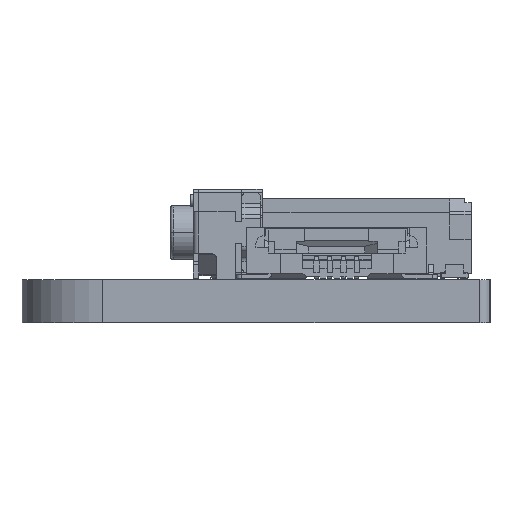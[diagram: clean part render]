
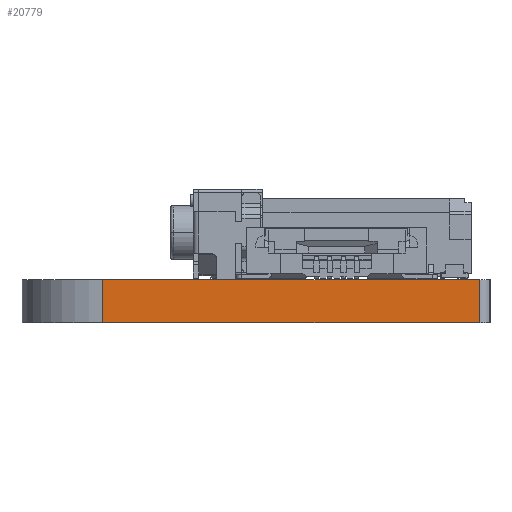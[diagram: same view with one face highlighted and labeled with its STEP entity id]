
A CAD part, left-side view. The second image highlights one B-rep face of the part: STEP entity #20779.
In plain terms, the highlighted planar face has unit normal (-1, 0, 0).
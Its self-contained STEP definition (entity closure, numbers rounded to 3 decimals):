
#879 = LINE ( 'NONE', #12384, #16545 ) ;
#1085 = ORIENTED_EDGE ( 'NONE', *, *, #16190, .T. ) ;
#2155 = VERTEX_POINT ( 'NONE', #2602 ) ;
#2602 = CARTESIAN_POINT ( 'NONE',  ( -3., 0., 0. ) ) ;
#3276 = VECTOR ( 'NONE', #21402, 1000. ) ;
#4126 = VECTOR ( 'NONE', #36274, 1000. ) ;
#4618 = PLANE ( 'NONE',  #29426 ) ;
#4805 = DIRECTION ( 'NONE',  ( 0., 0., 1. ) ) ;
#5871 = EDGE_CURVE ( 'NONE', #19834, #36468, #21223, .T. ) ;
#7185 = CARTESIAN_POINT ( 'NONE',  ( -3., -14., 0. ) ) ;
#9875 = CARTESIAN_POINT ( 'NONE',  ( -3., -14., 0. ) ) ;
#12384 = CARTESIAN_POINT ( 'NONE',  ( -3., -3., 1.6 ) ) ;
#13539 = LINE ( 'NONE', #28309, #4126 ) ;
#13561 = EDGE_CURVE ( 'NONE', #2155, #15837, #14110, .T. ) ;
#14110 = LINE ( 'NONE', #25467, #24584 ) ;
#14689 = ORIENTED_EDGE ( 'NONE', *, *, #5871, .T. ) ;
#15649 = ORIENTED_EDGE ( 'NONE', *, *, #29390, .F. ) ;
#15837 = VERTEX_POINT ( 'NONE', #19228 ) ;
#16190 = EDGE_CURVE ( 'NONE', #36468, #15837, #879, .T. ) ;
#16545 = VECTOR ( 'NONE', #29792, 1000. ) ;
#18244 = CARTESIAN_POINT ( 'NONE',  ( -3., -14., 1.6 ) ) ;
#18989 = FACE_OUTER_BOUND ( 'NONE', #32611, .T. ) ;
#19228 = CARTESIAN_POINT ( 'NONE',  ( -3., 0., 1.6 ) ) ;
#19407 = DIRECTION ( 'NONE',  ( 0., 0., 1. ) ) ;
#19834 = VERTEX_POINT ( 'NONE', #7185 ) ;
#20779 = ADVANCED_FACE ( 'NONE', ( #18989 ), #4618, .T. ) ;
#21223 = LINE ( 'NONE', #9875, #3276 ) ;
#21402 = DIRECTION ( 'NONE',  ( 0., 0., 1. ) ) ;
#24584 = VECTOR ( 'NONE', #19407, 1000. ) ;
#24855 = CARTESIAN_POINT ( 'NONE',  ( -3., -3., 0. ) ) ;
#25467 = CARTESIAN_POINT ( 'NONE',  ( -3., 0., 0. ) ) ;
#28309 = CARTESIAN_POINT ( 'NONE',  ( -3., -6.589, 0. ) ) ;
#29390 = EDGE_CURVE ( 'NONE', #19834, #2155, #13539, .T. ) ;
#29426 = AXIS2_PLACEMENT_3D ( 'NONE', #24855, #36431, #4805 ) ;
#29704 = ORIENTED_EDGE ( 'NONE', *, *, #13561, .F. ) ;
#29792 = DIRECTION ( 'NONE',  ( 0., 1., 0. ) ) ;
#32611 = EDGE_LOOP ( 'NONE', ( #29704, #15649, #14689, #1085 ) ) ;
#36274 = DIRECTION ( 'NONE',  ( 0., 1., 0. ) ) ;
#36431 = DIRECTION ( 'NONE',  ( -1., 0., 0. ) ) ;
#36468 = VERTEX_POINT ( 'NONE', #18244 ) ;
